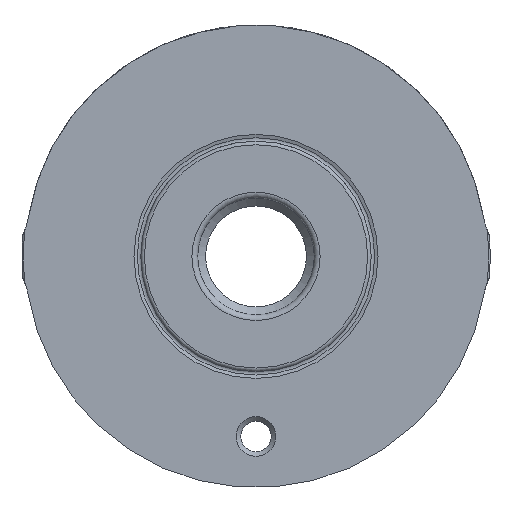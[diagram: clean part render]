
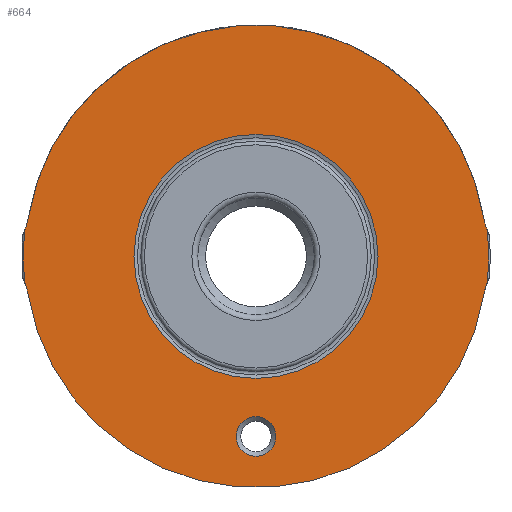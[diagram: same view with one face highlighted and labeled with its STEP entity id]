
A CAD part, front view. The second image highlights one B-rep face of the part: STEP entity #664.
In plain terms, the highlighted planar face has unit normal (0, -1, 0).
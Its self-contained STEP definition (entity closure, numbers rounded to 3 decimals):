
#36 = EDGE_CURVE ( 'NONE', #983, #365, #978, .T. ) ;
#51 = CIRCLE ( 'NONE', #399, 8. ) ;
#58 = ORIENTED_EDGE ( 'NONE', *, *, #766, .T. ) ;
#78 = CARTESIAN_POINT ( 'NONE',  ( 39.577, 7.8, 6.454 ) ) ;
#93 = CARTESIAN_POINT ( 'NONE',  ( 0., 7.8, -22.25 ) ) ;
#95 = DIRECTION ( 'NONE',  ( 0., -1., 0. ) ) ;
#96 = CARTESIAN_POINT ( 'NONE',  ( 39.577, 7.8, -6.454 ) ) ;
#103 = DIRECTION ( 'NONE',  ( 0., 0., 1. ) ) ;
#113 = CIRCLE ( 'NONE', #1326, 8. ) ;
#118 = VERTEX_POINT ( 'NONE', #1038 ) ;
#157 = EDGE_CURVE ( 'NONE', #719, #718, #244, .T. ) ;
#165 = DIRECTION ( 'NONE',  ( 0., 1., 0. ) ) ;
#176 = CARTESIAN_POINT ( 'NONE',  ( 0., 7.8, 0. ) ) ;
#185 = DIRECTION ( 'NONE',  ( 0., 0., 1. ) ) ;
#206 = CARTESIAN_POINT ( 'NONE',  ( -39.577, 7.8, -6.454 ) ) ;
#213 = ORIENTED_EDGE ( 'NONE', *, *, #157, .F. ) ;
#241 = DIRECTION ( 'NONE',  ( 0., 1., 0. ) ) ;
#244 = CIRCLE ( 'NONE', #703, 32.3 ) ;
#245 = AXIS2_PLACEMENT_3D ( 'NONE', #601, #589, #1325 ) ;
#250 = CARTESIAN_POINT ( 'NONE',  ( 31.682, 7.8, 5.166 ) ) ;
#254 = DIRECTION ( 'NONE',  ( 0., 1., 0. ) ) ;
#258 = CARTESIAN_POINT ( 'NONE',  ( -39.577, 7.8, 6.454 ) ) ;
#267 = ORIENTED_EDGE ( 'NONE', *, *, #452, .T. ) ;
#276 = DIRECTION ( 'NONE',  ( 0., 1., 0. ) ) ;
#277 = CIRCLE ( 'NONE', #519, 32.1 ) ;
#317 = CARTESIAN_POINT ( 'NONE',  ( 32.097, 7.8, 3.618 ) ) ;
#318 = EDGE_LOOP ( 'NONE', ( #331, #350, #1239, #267, #213, #1201, #599, #1129 ) ) ;
#331 = ORIENTED_EDGE ( 'NONE', *, *, #36, .F. ) ;
#336 = EDGE_CURVE ( 'NONE', #1032, #828, #1303, .T. ) ;
#350 = ORIENTED_EDGE ( 'NONE', *, *, #931, .F. ) ;
#353 = DIRECTION ( 'NONE',  ( 0., 1., 0. ) ) ;
#365 = VERTEX_POINT ( 'NONE', #966 ) ;
#371 = EDGE_CURVE ( 'NONE', #391, #391, #726, .T. ) ;
#391 = VERTEX_POINT ( 'NONE', #765 ) ;
#399 = AXIS2_PLACEMENT_3D ( 'NONE', #78, #801, #185 ) ;
#419 = CIRCLE ( 'NONE', #891, 8. ) ;
#435 = FACE_BOUND ( 'NONE', #1306, .T. ) ;
#445 = CARTESIAN_POINT ( 'NONE',  ( 0., 7.8, 0. ) ) ;
#452 = EDGE_CURVE ( 'NONE', #118, #718, #419, .T. ) ;
#453 = PLANE ( 'NONE',  #666 ) ;
#459 = CARTESIAN_POINT ( 'NONE',  ( 0., 7.8, 0. ) ) ;
#462 = VERTEX_POINT ( 'NONE', #250 ) ;
#482 = EDGE_CURVE ( 'NONE', #118, #462, #277, .T. ) ;
#519 = AXIS2_PLACEMENT_3D ( 'NONE', #176, #276, #687 ) ;
#541 = DIRECTION ( 'NONE',  ( 0., 0., 1. ) ) ;
#589 = DIRECTION ( 'NONE',  ( 0., 1., 0. ) ) ;
#599 = ORIENTED_EDGE ( 'NONE', *, *, #336, .F. ) ;
#601 = CARTESIAN_POINT ( 'NONE',  ( 0., 7.8, 0. ) ) ;
#662 = DIRECTION ( 'NONE',  ( 0., 0., 1. ) ) ;
#664 = ADVANCED_FACE ( 'NONE', ( #991, #1315, #435 ), #453, .F. ) ;
#666 = AXIS2_PLACEMENT_3D ( 'NONE', #1174, #241, #1248 ) ;
#670 = CIRCLE ( 'NONE', #684, 8. ) ;
#684 = AXIS2_PLACEMENT_3D ( 'NONE', #206, #95, #815 ) ;
#687 = DIRECTION ( 'NONE',  ( 0., 0., -1. ) ) ;
#703 = AXIS2_PLACEMENT_3D ( 'NONE', #445, #353, #541 ) ;
#705 = DIRECTION ( 'NONE',  ( 0., 1., 0. ) ) ;
#709 = CARTESIAN_POINT ( 'NONE',  ( 31.682, 7.8, -5.166 ) ) ;
#718 = VERTEX_POINT ( 'NONE', #973 ) ;
#719 = VERTEX_POINT ( 'NONE', #844 ) ;
#726 = CIRCLE ( 'NONE', #1265, 16.938 ) ;
#733 = AXIS2_PLACEMENT_3D ( 'NONE', #857, #744, #851 ) ;
#744 = DIRECTION ( 'NONE',  ( 0., 1., 0. ) ) ;
#763 = DIRECTION ( 'NONE',  ( 0., 1., 0. ) ) ;
#765 = CARTESIAN_POINT ( 'NONE',  ( 0., 7.8, 16.938 ) ) ;
#766 = EDGE_CURVE ( 'NONE', #820, #820, #1267, .T. ) ;
#774 = ORIENTED_EDGE ( 'NONE', *, *, #371, .T. ) ;
#801 = DIRECTION ( 'NONE',  ( 0., -1., 0. ) ) ;
#815 = DIRECTION ( 'NONE',  ( 0., 0., 1. ) ) ;
#820 = VERTEX_POINT ( 'NONE', #93 ) ;
#828 = VERTEX_POINT ( 'NONE', #1087 ) ;
#844 = CARTESIAN_POINT ( 'NONE',  ( -32.097, 7.8, -3.618 ) ) ;
#851 = DIRECTION ( 'NONE',  ( 0., 0., -1. ) ) ;
#857 = CARTESIAN_POINT ( 'NONE',  ( 0., 7.8, 0. ) ) ;
#891 = AXIS2_PLACEMENT_3D ( 'NONE', #258, #763, #662 ) ;
#892 = DIRECTION ( 'NONE',  ( 0., 0., 1. ) ) ;
#931 = EDGE_CURVE ( 'NONE', #462, #983, #51, .T. ) ;
#966 = CARTESIAN_POINT ( 'NONE',  ( 32.097, 7.8, -3.618 ) ) ;
#973 = CARTESIAN_POINT ( 'NONE',  ( -32.097, 7.8, 3.618 ) ) ;
#978 = CIRCLE ( 'NONE', #245, 32.3 ) ;
#983 = VERTEX_POINT ( 'NONE', #317 ) ;
#985 = EDGE_CURVE ( 'NONE', #1032, #365, #113, .T. ) ;
#991 = FACE_BOUND ( 'NONE', #1141, .T. ) ;
#1032 = VERTEX_POINT ( 'NONE', #709 ) ;
#1038 = CARTESIAN_POINT ( 'NONE',  ( -31.682, 7.8, 5.166 ) ) ;
#1039 = EDGE_CURVE ( 'NONE', #828, #719, #670, .T. ) ;
#1087 = CARTESIAN_POINT ( 'NONE',  ( -31.682, 7.8, -5.166 ) ) ;
#1095 = DIRECTION ( 'NONE',  ( 0., 0., 1. ) ) ;
#1118 = AXIS2_PLACEMENT_3D ( 'NONE', #1287, #165, #892 ) ;
#1129 = ORIENTED_EDGE ( 'NONE', *, *, #985, .T. ) ;
#1141 = EDGE_LOOP ( 'NONE', ( #58 ) ) ;
#1174 = CARTESIAN_POINT ( 'NONE',  ( 16.938, 7.8, 0. ) ) ;
#1201 = ORIENTED_EDGE ( 'NONE', *, *, #1039, .F. ) ;
#1239 = ORIENTED_EDGE ( 'NONE', *, *, #482, .F. ) ;
#1248 = DIRECTION ( 'NONE',  ( 0., 0., 1. ) ) ;
#1265 = AXIS2_PLACEMENT_3D ( 'NONE', #459, #254, #1095 ) ;
#1267 = CIRCLE ( 'NONE', #1118, 2.75 ) ;
#1287 = CARTESIAN_POINT ( 'NONE',  ( 0., 7.8, -25. ) ) ;
#1303 = CIRCLE ( 'NONE', #733, 32.1 ) ;
#1306 = EDGE_LOOP ( 'NONE', ( #774 ) ) ;
#1315 = FACE_OUTER_BOUND ( 'NONE', #318, .T. ) ;
#1325 = DIRECTION ( 'NONE',  ( 0., 0., 1. ) ) ;
#1326 = AXIS2_PLACEMENT_3D ( 'NONE', #96, #705, #103 ) ;
